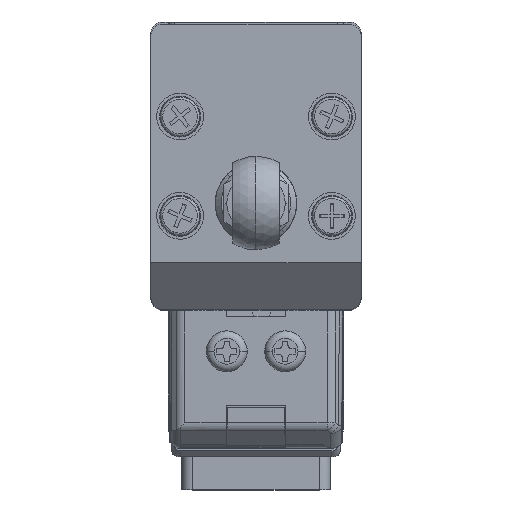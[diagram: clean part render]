
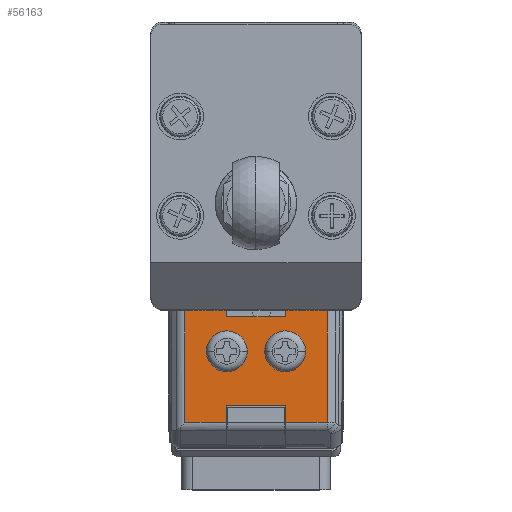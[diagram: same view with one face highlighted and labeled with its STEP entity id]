
A CAD part, top view. The second image highlights one B-rep face of the part: STEP entity #56163.
In plain terms, the highlighted planar face has unit normal (0, 0, 1).
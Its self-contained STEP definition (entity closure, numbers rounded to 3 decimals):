
#2971 = CARTESIAN_POINT ( 'NONE',  ( 4.6, 2.55, 22. ) ) ;
#3134 = VERTEX_POINT ( 'NONE', #56572 ) ;
#4118 = AXIS2_PLACEMENT_3D ( 'NONE', #16870, #48356, #43216 ) ;
#4378 = VECTOR ( 'NONE', #6032, 1000. ) ;
#4697 = LINE ( 'NONE', #5026, #13226 ) ;
#5019 = EDGE_CURVE ( 'NONE', #3134, #10255, #38626, .T. ) ;
#5026 = CARTESIAN_POINT ( 'NONE',  ( -7.5, -7.5, 22. ) ) ;
#5308 = CARTESIAN_POINT ( 'NONE',  ( -7.5, -6.086, 22. ) ) ;
#5662 = CARTESIAN_POINT ( 'NONE',  ( 6.086, -2.55, 22. ) ) ;
#5721 = CARTESIAN_POINT ( 'NONE',  ( 4.6, -2.55, 22. ) ) ;
#6032 = DIRECTION ( 'NONE',  ( 1., 0., 0. ) ) ;
#6502 = DIRECTION ( 'NONE',  ( 0., 1., 0. ) ) ;
#6520 = CARTESIAN_POINT ( 'NONE',  ( -1.75, 2.5, 22. ) ) ;
#6584 = ORIENTED_EDGE ( 'NONE', *, *, #53093, .F. ) ;
#6937 = DIRECTION ( 'NONE',  ( 0., 1., 0. ) ) ;
#7832 = DIRECTION ( 'NONE',  ( 0., -1., 0. ) ) ;
#8833 = CARTESIAN_POINT ( 'NONE',  ( -7.5, 6.086, 22. ) ) ;
#8906 = EDGE_CURVE ( 'NONE', #15284, #53139, #32358, .T. ) ;
#9023 = ORIENTED_EDGE ( 'NONE', *, *, #62283, .T. ) ;
#10144 = CARTESIAN_POINT ( 'NONE',  ( 6.086, 2.55, 22. ) ) ;
#10255 = VERTEX_POINT ( 'NONE', #67558 ) ;
#10317 = CARTESIAN_POINT ( 'NONE',  ( -7.5, -7.5, 22. ) ) ;
#10802 = LINE ( 'NONE', #5308, #30500 ) ;
#10869 = EDGE_CURVE ( 'NONE', #24945, #38758, #39352, .T. ) ;
#11378 = LINE ( 'NONE', #15119, #31754 ) ;
#11603 = ORIENTED_EDGE ( 'NONE', *, *, #8906, .T. ) ;
#11924 = DIRECTION ( 'NONE',  ( 0., 1., 0. ) ) ;
#12425 = LINE ( 'NONE', #13090, #66101 ) ;
#12676 = LINE ( 'NONE', #8833, #39063 ) ;
#12840 = EDGE_CURVE ( 'NONE', #43858, #66673, #12676, .T. ) ;
#12952 = VERTEX_POINT ( 'NONE', #10144 ) ;
#13090 = CARTESIAN_POINT ( 'NONE',  ( -2.975, -2.525, 22. ) ) ;
#13226 = VECTOR ( 'NONE', #16004, 1000. ) ;
#13280 = VERTEX_POINT ( 'NONE', #35125 ) ;
#15073 = CIRCLE ( 'NONE', #4118, 1.75 ) ;
#15119 = CARTESIAN_POINT ( 'NONE',  ( 6.086, -7.5, 22. ) ) ;
#15284 = VERTEX_POINT ( 'NONE', #43618 ) ;
#15447 = VERTEX_POINT ( 'NONE', #5662 ) ;
#15619 = ORIENTED_EDGE ( 'NONE', *, *, #32848, .F. ) ;
#15813 = DIRECTION ( 'NONE',  ( 1., 0., 0. ) ) ;
#15820 = CARTESIAN_POINT ( 'NONE',  ( 6.086, -6.086, 22. ) ) ;
#15825 = EDGE_CURVE ( 'NONE', #53139, #51018, #43797, .T. ) ;
#16004 = DIRECTION ( 'NONE',  ( 0., -1., 0. ) ) ;
#16359 = CARTESIAN_POINT ( 'NONE',  ( 0., 2.5, 22. ) ) ;
#16649 = DIRECTION ( 'NONE',  ( -1., 0., 0. ) ) ;
#16712 = DIRECTION ( 'NONE',  ( 0., 0., 1. ) ) ;
#16870 = CARTESIAN_POINT ( 'NONE',  ( 0., 2.5, 22. ) ) ;
#20090 = CARTESIAN_POINT ( 'NONE',  ( 1.75, 2.5, 22. ) ) ;
#20139 = EDGE_LOOP ( 'NONE', ( #60296, #52648, #15619, #34611, #54365, #53475, #45256, #9023, #35465, #6584, #11603, #60919 ) ) ;
#21088 = LINE ( 'NONE', #52195, #23115 ) ;
#21091 = CARTESIAN_POINT ( 'NONE',  ( -2.975, 2.525, 22. ) ) ;
#21279 = CARTESIAN_POINT ( 'NONE',  ( -7.5, -6.086, 22. ) ) ;
#23115 = VECTOR ( 'NONE', #16649, 1000. ) ;
#23211 = VERTEX_POINT ( 'NONE', #54086 ) ;
#23350 = EDGE_CURVE ( 'NONE', #35528, #13280, #21088, .T. ) ;
#24314 = CARTESIAN_POINT ( 'NONE',  ( -1.75, -2.5, 22. ) ) ;
#24871 = EDGE_CURVE ( 'NONE', #10255, #12952, #25229, .T. ) ;
#24894 = DIRECTION ( 'NONE',  ( 1., 0., 0. ) ) ;
#24945 = VERTEX_POINT ( 'NONE', #20090 ) ;
#25229 = LINE ( 'NONE', #2971, #48417 ) ;
#25437 = VECTOR ( 'NONE', #49121, 1000. ) ;
#27337 = AXIS2_PLACEMENT_3D ( 'NONE', #16359, #16712, #37625 ) ;
#28836 = CARTESIAN_POINT ( 'NONE',  ( -7.5, -2.525, 22. ) ) ;
#29706 = AXIS2_PLACEMENT_3D ( 'NONE', #43502, #48993, #32562 ) ;
#30500 = VECTOR ( 'NONE', #62877, 1000. ) ;
#31361 = EDGE_LOOP ( 'NONE', ( #37780, #66386 ) ) ;
#31754 = VECTOR ( 'NONE', #46961, 1000. ) ;
#31981 = EDGE_CURVE ( 'NONE', #51018, #40350, #10802, .T. ) ;
#32358 = LINE ( 'NONE', #53218, #25437 ) ;
#32562 = DIRECTION ( 'NONE',  ( 1., 0., 0. ) ) ;
#32828 = CIRCLE ( 'NONE', #50296, 1.75 ) ;
#32848 = EDGE_CURVE ( 'NONE', #3134, #15447, #43355, .T. ) ;
#34410 = EDGE_CURVE ( 'NONE', #23211, #39462, #53755, .T. ) ;
#34611 = ORIENTED_EDGE ( 'NONE', *, *, #5019, .T. ) ;
#35125 = CARTESIAN_POINT ( 'NONE',  ( -7.5, 2.525, 22. ) ) ;
#35465 = ORIENTED_EDGE ( 'NONE', *, *, #23350, .F. ) ;
#35528 = VERTEX_POINT ( 'NONE', #21091 ) ;
#36718 = FACE_OUTER_BOUND ( 'NONE', #20139, .T. ) ;
#37625 = DIRECTION ( 'NONE',  ( 1., 0., 0. ) ) ;
#37697 = LINE ( 'NONE', #58573, #53943 ) ;
#37780 = ORIENTED_EDGE ( 'NONE', *, *, #10869, .F. ) ;
#38216 = EDGE_CURVE ( 'NONE', #12952, #43858, #37697, .T. ) ;
#38626 = LINE ( 'NONE', #5721, #51559 ) ;
#38758 = VERTEX_POINT ( 'NONE', #6520 ) ;
#39063 = VECTOR ( 'NONE', #59629, 1000. ) ;
#39352 = CIRCLE ( 'NONE', #27337, 1.75 ) ;
#39462 = VERTEX_POINT ( 'NONE', #24314 ) ;
#39662 = CARTESIAN_POINT ( 'NONE',  ( -7.5, -7.5, 22. ) ) ;
#39680 = EDGE_LOOP ( 'NONE', ( #44159, #55294 ) ) ;
#40350 = VERTEX_POINT ( 'NONE', #15820 ) ;
#40806 = FACE_BOUND ( 'NONE', #31361, .T. ) ;
#41499 = CARTESIAN_POINT ( 'NONE',  ( -7.5, 6.086, 22. ) ) ;
#43216 = DIRECTION ( 'NONE',  ( 1., 0., 0. ) ) ;
#43355 = LINE ( 'NONE', #48852, #4378 ) ;
#43502 = CARTESIAN_POINT ( 'NONE',  ( 0., -2.5, 22. ) ) ;
#43618 = CARTESIAN_POINT ( 'NONE',  ( -2.975, -2.525, 22. ) ) ;
#43797 = LINE ( 'NONE', #39662, #62707 ) ;
#43858 = VERTEX_POINT ( 'NONE', #52516 ) ;
#44159 = ORIENTED_EDGE ( 'NONE', *, *, #34410, .F. ) ;
#45256 = ORIENTED_EDGE ( 'NONE', *, *, #12840, .T. ) ;
#45960 = DIRECTION ( 'NONE',  ( 0., 0., 1. ) ) ;
#46800 = EDGE_CURVE ( 'NONE', #39462, #23211, #32828, .T. ) ;
#46913 = EDGE_CURVE ( 'NONE', #40350, #15447, #11378, .T. ) ;
#46961 = DIRECTION ( 'NONE',  ( 0., 1., 0. ) ) ;
#48356 = DIRECTION ( 'NONE',  ( 0., 0., 1. ) ) ;
#48417 = VECTOR ( 'NONE', #24894, 1000. ) ;
#48852 = CARTESIAN_POINT ( 'NONE',  ( 4.6, -2.55, 22. ) ) ;
#48993 = DIRECTION ( 'NONE',  ( 0., 0., 1. ) ) ;
#49121 = DIRECTION ( 'NONE',  ( -1., 0., 0. ) ) ;
#50296 = AXIS2_PLACEMENT_3D ( 'NONE', #63432, #57245, #15813 ) ;
#51018 = VERTEX_POINT ( 'NONE', #21279 ) ;
#51559 = VECTOR ( 'NONE', #11924, 1000. ) ;
#52077 = DIRECTION ( 'NONE',  ( 1., 0., 0. ) ) ;
#52195 = CARTESIAN_POINT ( 'NONE',  ( -2.975, 2.525, 22. ) ) ;
#52516 = CARTESIAN_POINT ( 'NONE',  ( 6.086, 6.086, 22. ) ) ;
#52648 = ORIENTED_EDGE ( 'NONE', *, *, #46913, .T. ) ;
#53093 = EDGE_CURVE ( 'NONE', #15284, #35528, #12425, .T. ) ;
#53139 = VERTEX_POINT ( 'NONE', #28836 ) ;
#53218 = CARTESIAN_POINT ( 'NONE',  ( -2.975, -2.525, 22. ) ) ;
#53475 = ORIENTED_EDGE ( 'NONE', *, *, #38216, .T. ) ;
#53755 = CIRCLE ( 'NONE', #29706, 1.75 ) ;
#53943 = VECTOR ( 'NONE', #6502, 1000. ) ;
#54086 = CARTESIAN_POINT ( 'NONE',  ( 1.75, -2.5, 22. ) ) ;
#54365 = ORIENTED_EDGE ( 'NONE', *, *, #24871, .T. ) ;
#55294 = ORIENTED_EDGE ( 'NONE', *, *, #46800, .F. ) ;
#56163 = ADVANCED_FACE ( 'NONE', ( #40806, #67207, #36718 ), #62031, .T. ) ;
#56572 = CARTESIAN_POINT ( 'NONE',  ( 4.6, -2.55, 22. ) ) ;
#57245 = DIRECTION ( 'NONE',  ( 0., 0., 1. ) ) ;
#57939 = EDGE_CURVE ( 'NONE', #38758, #24945, #15073, .T. ) ;
#58573 = CARTESIAN_POINT ( 'NONE',  ( 6.086, -7.5, 22. ) ) ;
#58762 = AXIS2_PLACEMENT_3D ( 'NONE', #10317, #45960, #52077 ) ;
#59629 = DIRECTION ( 'NONE',  ( -1., 0., 0. ) ) ;
#60296 = ORIENTED_EDGE ( 'NONE', *, *, #31981, .T. ) ;
#60919 = ORIENTED_EDGE ( 'NONE', *, *, #15825, .T. ) ;
#62031 = PLANE ( 'NONE',  #58762 ) ;
#62283 = EDGE_CURVE ( 'NONE', #66673, #13280, #4697, .T. ) ;
#62707 = VECTOR ( 'NONE', #7832, 1000. ) ;
#62877 = DIRECTION ( 'NONE',  ( 1., 0., 0. ) ) ;
#63432 = CARTESIAN_POINT ( 'NONE',  ( 0., -2.5, 22. ) ) ;
#66101 = VECTOR ( 'NONE', #6937, 1000. ) ;
#66386 = ORIENTED_EDGE ( 'NONE', *, *, #57939, .F. ) ;
#66673 = VERTEX_POINT ( 'NONE', #41499 ) ;
#67207 = FACE_BOUND ( 'NONE', #39680, .T. ) ;
#67558 = CARTESIAN_POINT ( 'NONE',  ( 4.6, 2.55, 22. ) ) ;
